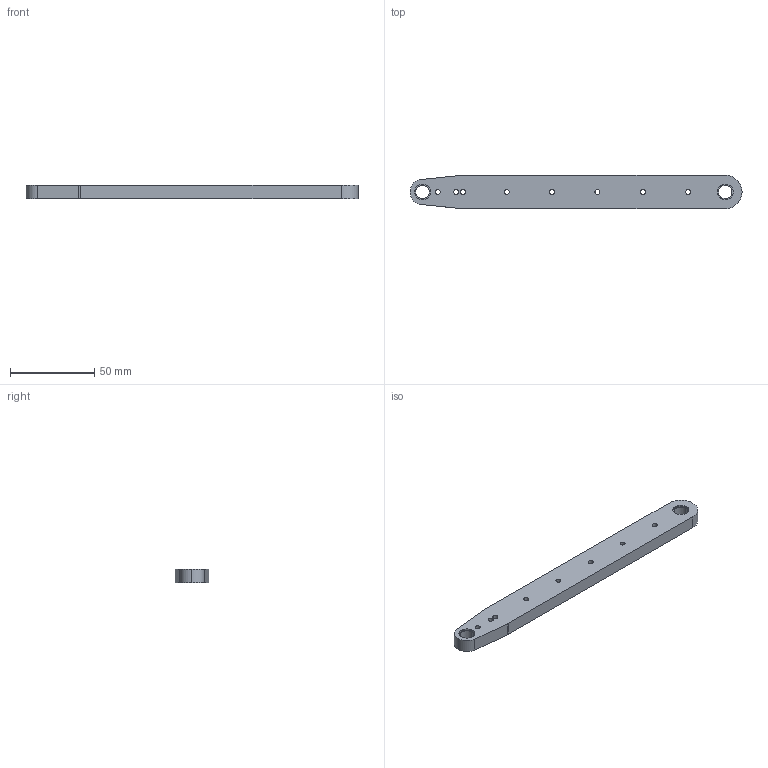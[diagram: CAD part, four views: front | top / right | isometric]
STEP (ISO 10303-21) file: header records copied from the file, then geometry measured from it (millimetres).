
FILE_DESCRIPTION (( 'STEP AP214' ), '1' );
FILE_NAME ('湮旋.step', '2025-04-17T00:36:27', ( '' ), ( '' ), 'SwSTEP 2.0', 'SolidWorks 2024', '' );
FILE_SCHEMA (( 'AUTOMOTIVE_DESIGN' ));
Length unit declared in the file: millimetre
Products named in the file (1): 大臂
Bounding box: 197.5 x 20 x 8 mm (x, y, z)
Volume: 28987.3 mm3; surface area: 11591.7 mm2
Topology: 1 solids, 1 shells, 37 faces, 99 edges, 66 vertices
Faces by surface type: cylinder 29, plane 8
Entity records: 1254 total; most frequent: DIRECTION 233, CARTESIAN_POINT 203, ORIENTED_EDGE 198, EDGE_CURVE 99, AXIS2_PLACEMENT_3D 96, VERTEX_POINT 66, EDGE_LOOP 59, CIRCLE 58
